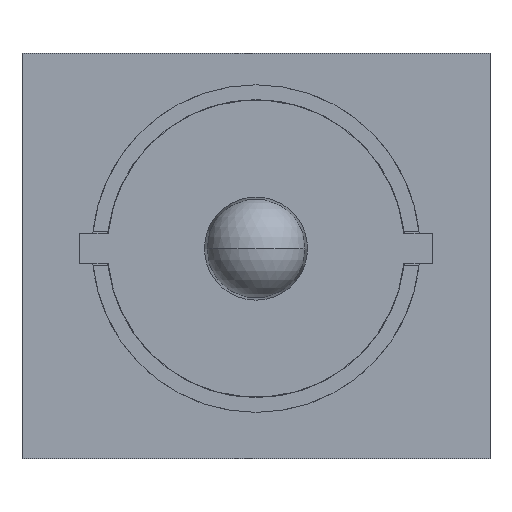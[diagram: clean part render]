
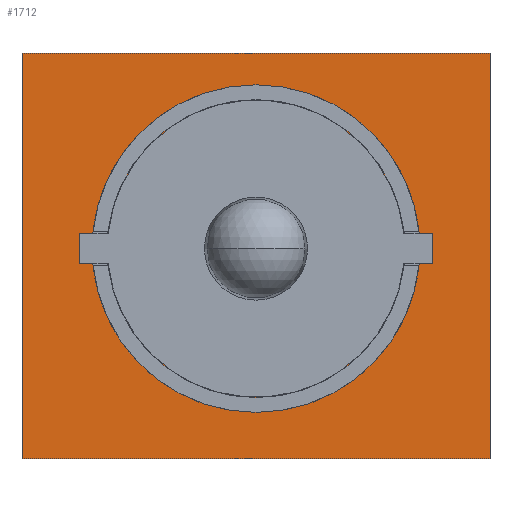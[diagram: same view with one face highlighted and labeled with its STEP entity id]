
A CAD part, front view. The second image highlights one B-rep face of the part: STEP entity #1712.
In plain terms, the highlighted planar face has unit normal (0, -1, 0).
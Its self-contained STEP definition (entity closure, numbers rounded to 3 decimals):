
#281 = ORIENTED_EDGE ( 'NONE', *, *, #2368, .F. ) ;
#298 = EDGE_CURVE ( 'NONE', #766, #903, #401, .T. ) ;
#398 = AXIS2_PLACEMENT_3D ( 'NONE', #1802, #2426, #644 ) ;
#401 = LINE ( 'NONE', #1286, #1691 ) ;
#518 = VERTEX_POINT ( 'NONE', #1581 ) ;
#534 = DIRECTION ( 'NONE',  ( -1., 0., 0. ) ) ;
#551 = ORIENTED_EDGE ( 'NONE', *, *, #1120, .F. ) ;
#643 = VECTOR ( 'NONE', #2856, 1000. ) ;
#644 = DIRECTION ( 'NONE',  ( 0., 0., 1. ) ) ;
#735 = CARTESIAN_POINT ( 'NONE',  ( 15., 0.302, 12.524 ) ) ;
#747 = LINE ( 'NONE', #779, #863 ) ;
#766 = VERTEX_POINT ( 'NONE', #2501 ) ;
#779 = CARTESIAN_POINT ( 'NONE',  ( 15., 0.302, 12.524 ) ) ;
#843 = VERTEX_POINT ( 'NONE', #1421 ) ;
#863 = VECTOR ( 'NONE', #534, 1000. ) ;
#903 = VERTEX_POINT ( 'NONE', #2332 ) ;
#1057 = CARTESIAN_POINT ( 'NONE',  ( 15., 0.302, -13.476 ) ) ;
#1120 = EDGE_CURVE ( 'NONE', #518, #843, #1121, .T. ) ;
#1121 = LINE ( 'NONE', #735, #2573 ) ;
#1246 = DIRECTION ( 'NONE',  ( 0., 0., -1. ) ) ;
#1263 = ORIENTED_EDGE ( 'NONE', *, *, #1519, .T. ) ;
#1286 = CARTESIAN_POINT ( 'NONE',  ( -15., 0.302, 12.524 ) ) ;
#1302 = FACE_OUTER_BOUND ( 'NONE', #1869, .T. ) ;
#1384 = DIRECTION ( 'NONE',  ( 0., 0., -1. ) ) ;
#1421 = CARTESIAN_POINT ( 'NONE',  ( 15., 0.302, -13.476 ) ) ;
#1519 = EDGE_CURVE ( 'NONE', #518, #766, #747, .T. ) ;
#1581 = CARTESIAN_POINT ( 'NONE',  ( 15., 0.302, 12.524 ) ) ;
#1691 = VECTOR ( 'NONE', #1246, 1000. ) ;
#1712 = ADVANCED_FACE ( 'NONE', ( #1302 ), #2015, .F. ) ;
#1802 = CARTESIAN_POINT ( 'NONE',  ( 15., 0.302, 12.524 ) ) ;
#1869 = EDGE_LOOP ( 'NONE', ( #2875, #281, #551, #1263 ) ) ;
#2015 = PLANE ( 'NONE',  #398 ) ;
#2332 = CARTESIAN_POINT ( 'NONE',  ( -15., 0.302, -13.476 ) ) ;
#2368 = EDGE_CURVE ( 'NONE', #843, #903, #2628, .T. ) ;
#2426 = DIRECTION ( 'NONE',  ( 0., 1., 0. ) ) ;
#2501 = CARTESIAN_POINT ( 'NONE',  ( -15., 0.302, 12.524 ) ) ;
#2573 = VECTOR ( 'NONE', #1384, 1000. ) ;
#2628 = LINE ( 'NONE', #1057, #643 ) ;
#2856 = DIRECTION ( 'NONE',  ( -1., 0., 0. ) ) ;
#2875 = ORIENTED_EDGE ( 'NONE', *, *, #298, .T. ) ;
